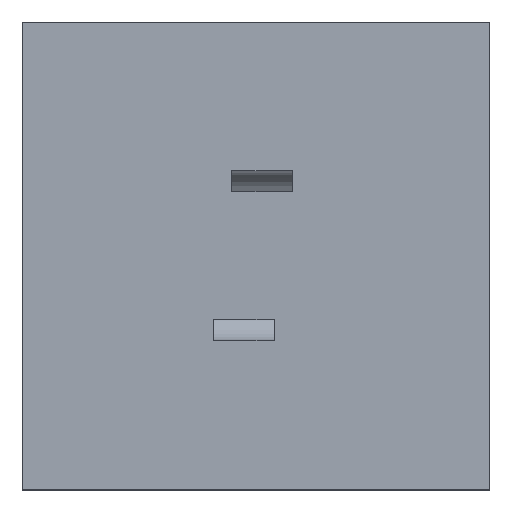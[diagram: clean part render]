
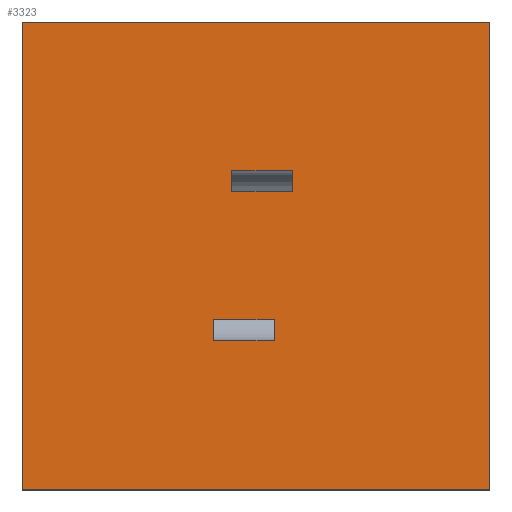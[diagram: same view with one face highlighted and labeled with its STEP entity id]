
A CAD part, top view. The second image highlights one B-rep face of the part: STEP entity #3323.
In plain terms, the highlighted planar face has unit normal (0, 0, 1).
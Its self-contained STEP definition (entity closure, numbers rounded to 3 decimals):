
#96=FACE_BOUND('',#568,.T.);
#97=FACE_BOUND('',#569,.T.);
#354=FACE_OUTER_BOUND('',#567,.T.);
#567=EDGE_LOOP('',(#2775,#2776,#2777,#2778));
#568=EDGE_LOOP('',(#2779,#2780,#2781,#2782));
#569=EDGE_LOOP('',(#2783,#2784,#2785,#2786));
#849=LINE('',#5291,#1225);
#853=LINE('',#5299,#1229);
#856=LINE('',#5305,#1232);
#859=LINE('',#5310,#1235);
#861=LINE('',#5315,#1237);
#865=LINE('',#5323,#1241);
#868=LINE('',#5329,#1244);
#871=LINE('',#5334,#1247);
#885=LINE('',#5365,#1261);
#889=LINE('',#5373,#1265);
#892=LINE('',#5379,#1268);
#895=LINE('',#5384,#1271);
#1225=VECTOR('',#4341,10.);
#1229=VECTOR('',#4347,10.);
#1232=VECTOR('',#4352,10.);
#1235=VECTOR('',#4357,10.);
#1237=VECTOR('',#4361,10.);
#1241=VECTOR('',#4367,10.);
#1244=VECTOR('',#4372,10.);
#1247=VECTOR('',#4377,10.);
#1261=VECTOR('',#4405,10.);
#1265=VECTOR('',#4411,10.);
#1268=VECTOR('',#4416,10.);
#1271=VECTOR('',#4421,10.);
#1563=VERTEX_POINT('',#5289);
#1564=VERTEX_POINT('',#5290);
#1567=VERTEX_POINT('',#5298);
#1569=VERTEX_POINT('',#5304);
#1571=VERTEX_POINT('',#5313);
#1572=VERTEX_POINT('',#5314);
#1575=VERTEX_POINT('',#5322);
#1577=VERTEX_POINT('',#5328);
#1587=VERTEX_POINT('',#5363);
#1588=VERTEX_POINT('',#5364);
#1591=VERTEX_POINT('',#5372);
#1593=VERTEX_POINT('',#5378);
#1956=EDGE_CURVE('',#1563,#1564,#849,.T.);
#1960=EDGE_CURVE('',#1564,#1567,#853,.T.);
#1963=EDGE_CURVE('',#1567,#1569,#856,.T.);
#1966=EDGE_CURVE('',#1569,#1563,#859,.T.);
#1968=EDGE_CURVE('',#1571,#1572,#861,.T.);
#1972=EDGE_CURVE('',#1572,#1575,#865,.T.);
#1975=EDGE_CURVE('',#1575,#1577,#868,.T.);
#1978=EDGE_CURVE('',#1577,#1571,#871,.T.);
#1992=EDGE_CURVE('',#1587,#1588,#885,.T.);
#1996=EDGE_CURVE('',#1591,#1587,#889,.T.);
#1999=EDGE_CURVE('',#1593,#1591,#892,.T.);
#2002=EDGE_CURVE('',#1588,#1593,#895,.T.);
#2775=ORIENTED_EDGE('',*,*,#2002,.F.);
#2776=ORIENTED_EDGE('',*,*,#1992,.F.);
#2777=ORIENTED_EDGE('',*,*,#1996,.F.);
#2778=ORIENTED_EDGE('',*,*,#1999,.F.);
#2779=ORIENTED_EDGE('',*,*,#1963,.T.);
#2780=ORIENTED_EDGE('',*,*,#1966,.T.);
#2781=ORIENTED_EDGE('',*,*,#1956,.T.);
#2782=ORIENTED_EDGE('',*,*,#1960,.T.);
#2783=ORIENTED_EDGE('',*,*,#1975,.T.);
#2784=ORIENTED_EDGE('',*,*,#1978,.T.);
#2785=ORIENTED_EDGE('',*,*,#1968,.T.);
#2786=ORIENTED_EDGE('',*,*,#1972,.T.);
#3144=PLANE('',#3668);
#3323=ADVANCED_FACE('',(#354,#96,#97),#3144,.T.);
#3668=AXIS2_PLACEMENT_3D('',#5386,#4423,#4424);
#4341=DIRECTION('',(1.,0.,0.));
#4347=DIRECTION('',(0.,-1.,0.));
#4352=DIRECTION('',(-1.,0.,0.));
#4357=DIRECTION('',(0.,1.,0.));
#4361=DIRECTION('',(-1.,0.,0.));
#4367=DIRECTION('',(0.,1.,0.));
#4372=DIRECTION('',(1.,0.,0.));
#4377=DIRECTION('',(0.,-1.,0.));
#4405=DIRECTION('',(0.,1.,0.));
#4411=DIRECTION('',(-1.,0.,0.));
#4416=DIRECTION('',(0.,-1.,0.));
#4421=DIRECTION('',(1.,0.,0.));
#4423=DIRECTION('center_axis',(0.,0.,1.));
#4424=DIRECTION('ref_axis',(-1.,0.,0.));
#5289=CARTESIAN_POINT('',(23.5,28.,-16.485));
#5290=CARTESIAN_POINT('',(43.5,28.,-16.485));
#5291=CARTESIAN_POINT('',(37.5,28.,-16.485));
#5298=CARTESIAN_POINT('',(43.5,21.,-16.485));
#5299=CARTESIAN_POINT('',(43.5,10.5,-16.485));
#5304=CARTESIAN_POINT('',(23.5,21.,-16.485));
#5305=CARTESIAN_POINT('',(27.5,21.,-16.485));
#5310=CARTESIAN_POINT('',(23.5,14.,-16.485));
#5313=CARTESIAN_POINT('',(37.5,-28.,-16.485));
#5314=CARTESIAN_POINT('',(17.5,-28.,-16.485));
#5315=CARTESIAN_POINT('',(24.5,-28.,-16.485));
#5322=CARTESIAN_POINT('',(17.5,-21.,-16.485));
#5323=CARTESIAN_POINT('',(17.5,-10.5,-16.485));
#5328=CARTESIAN_POINT('',(37.5,-21.,-16.485));
#5329=CARTESIAN_POINT('',(34.5,-21.,-16.485));
#5334=CARTESIAN_POINT('',(37.5,-14.,-16.485));
#5363=CARTESIAN_POINT('',(-45.5,-77.,-16.485));
#5364=CARTESIAN_POINT('',(-45.5,77.,-16.485));
#5365=CARTESIAN_POINT('',(-45.5,-37.5,-16.485));
#5372=CARTESIAN_POINT('',(108.5,-77.,-16.485));
#5373=CARTESIAN_POINT('',(69.,-77.,-16.485));
#5378=CARTESIAN_POINT('',(108.5,77.,-16.485));
#5379=CARTESIAN_POINT('',(108.5,37.5,-16.485));
#5384=CARTESIAN_POINT('',(-6.,77.,-16.485));
#5386=CARTESIAN_POINT('Origin',(31.5,0.,-16.485));
